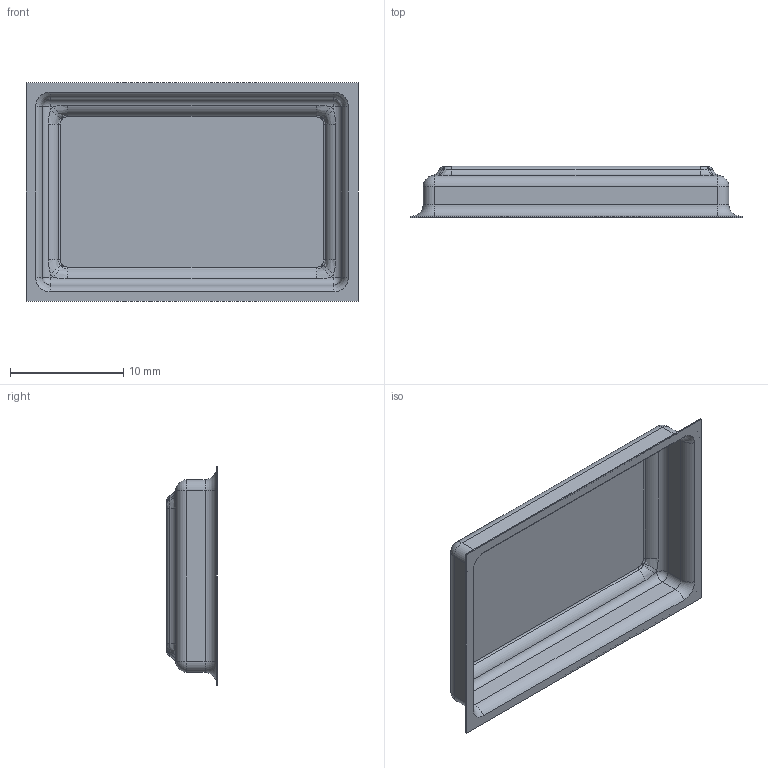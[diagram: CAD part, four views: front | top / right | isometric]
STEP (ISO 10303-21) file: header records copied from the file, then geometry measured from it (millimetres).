
FILE_DESCRIPTION (( 'STEP AP214' ), '1' );
FILE_NAME ('ñòåï214.STEP', '2016-04-21T06:49:15', ( '' ), ( '' ), 'SwSTEP 2.0', 'SolidWorks 2014', '' );
FILE_SCHEMA (( 'AUTOMOTIVE_DESIGN' ));
Length unit declared in the file: millimetre
Products named in the file (2): 嚦樖214
Bounding box: 29.35 x 4.5 x 19.35 mm (x, y, z)
Volume: 236.1 mm3; surface area: 1661.1 mm2
Topology: 1 solids, 1 shells, 128 faces, 292 edges, 160 vertices
Faces by surface type: cylinder 40, bspline 32, plane 24, torus 24, sphere 8
Entity records: 4437 total; most frequent: CARTESIAN_POINT 1690, DIRECTION 576, ORIENTED_EDGE 568, EDGE_CURVE 284, AXIS2_PLACEMENT_3D 242, VERTEX_POINT 160, CIRCLE 144, EDGE_LOOP 130
